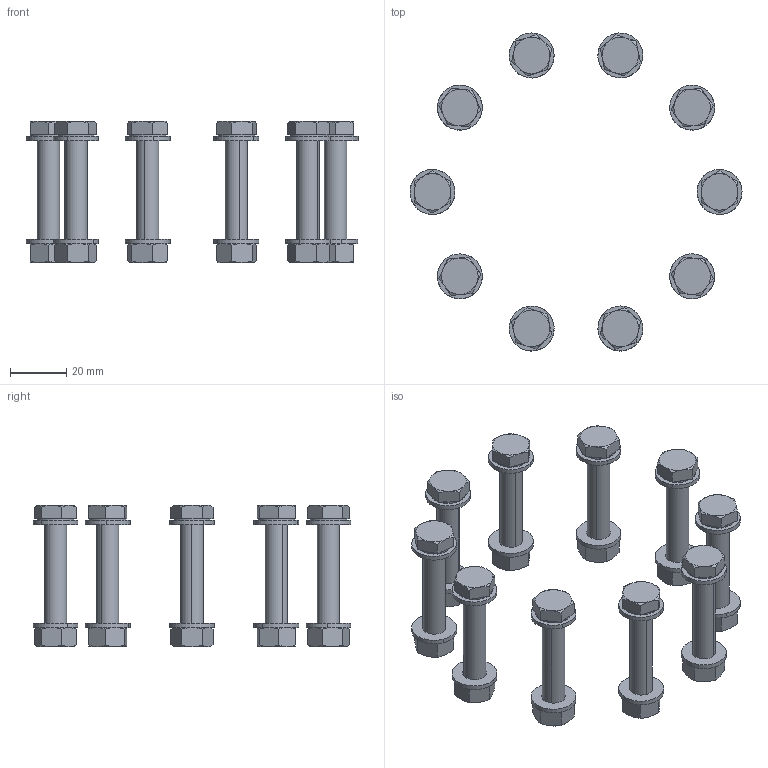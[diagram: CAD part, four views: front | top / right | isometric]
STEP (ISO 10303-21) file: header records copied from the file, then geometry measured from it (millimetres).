
FILE_DESCRIPTION (( 'STEP AP214' ), '1' );
FILE_NAME ('420BSC075-45.step', '2017-07-07T09:44:28', ( 'install' ), ( '' ), 'SwSTEP 2.0', 'SolidWorks 2015', '' );
FILE_SCHEMA (( 'AUTOMOTIVE_DESIGN' ));
Length unit declared in the file: millimetre
Products named in the file (1): 420BSC075-45
Bounding box: 118.29 x 113.29 x 50.3 mm (x, y, z)
Volume: 42258.3 mm3; surface area: 31119.9 mm2
Topology: 40 solids, 40 shells, 690 faces, 1440 edges, 840 vertices
Faces by surface type: plane 270, cone 240, cylinder 160, torus 20
Entity records: 27499 total; most frequent: CARTESIAN_POINT 5011, DIRECTION 3082, ORIENTED_EDGE 2880, EDGE_CURVE 1440, AXIS2_PLACEMENT_3D 1311, VERTEX_POINT 840, EDGE_LOOP 760, UNCERTAINTY_MEASURE_WITH_UNIT 732
